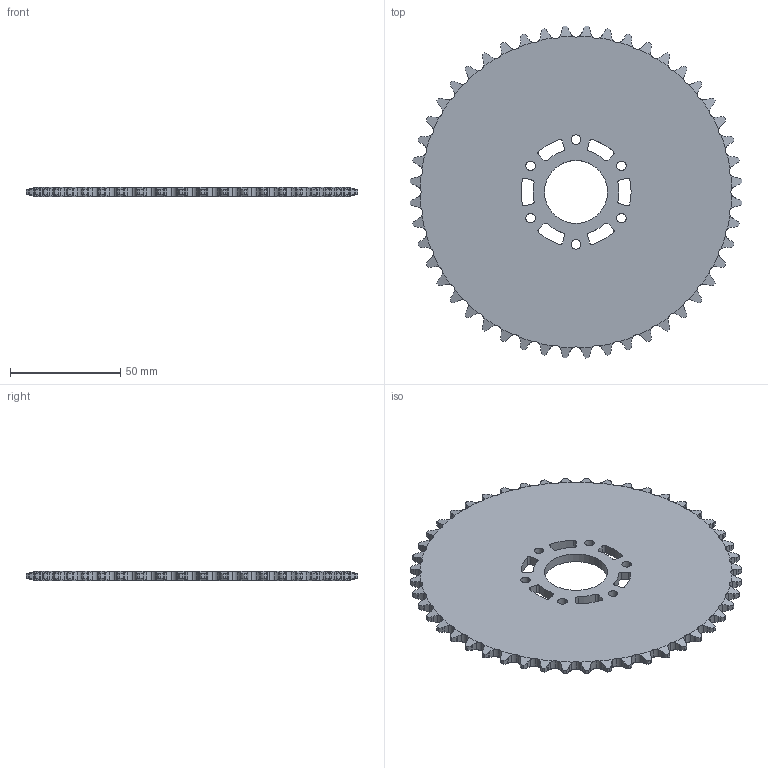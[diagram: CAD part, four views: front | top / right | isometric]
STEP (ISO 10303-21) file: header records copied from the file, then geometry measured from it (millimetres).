
FILE_DESCRIPTION (( 'STEP AP203' ), '1' );
FILE_NAME ('217-2646.20121204.STEP', '2012-12-05T02:08:18', ( 'svradm' ), ( 'Microsoft' ), 'SwSTEP 2.0', 'SolidWorks 2012', '' );
FILE_SCHEMA (( 'CONFIG_CONTROL_DESIGN' ));
Length unit declared in the file: inch
Products named in the file (1): 217-2646.20121204
Bounding box: 150.79 x 150.79 x 4.29 mm (x, y, z)
Volume: 65353.3 mm3; surface area: 34869 mm2
Topology: 1 solids, 1 shells, 600 faces, 1794 edges, 1196 vertices
Faces by surface type: cylinder 394, plane 110, cone 96
Entity records: 21541 total; most frequent: CARTESIAN_POINT 6279, ORIENTED_EDGE 3588, DIRECTION 2728, EDGE_CURVE 1794, VERTEX_POINT 1196, AXIS2_PLACEMENT_3D 1101, B_SPLINE_CURVE_WITH_KNOTS 768, EDGE_LOOP 626
